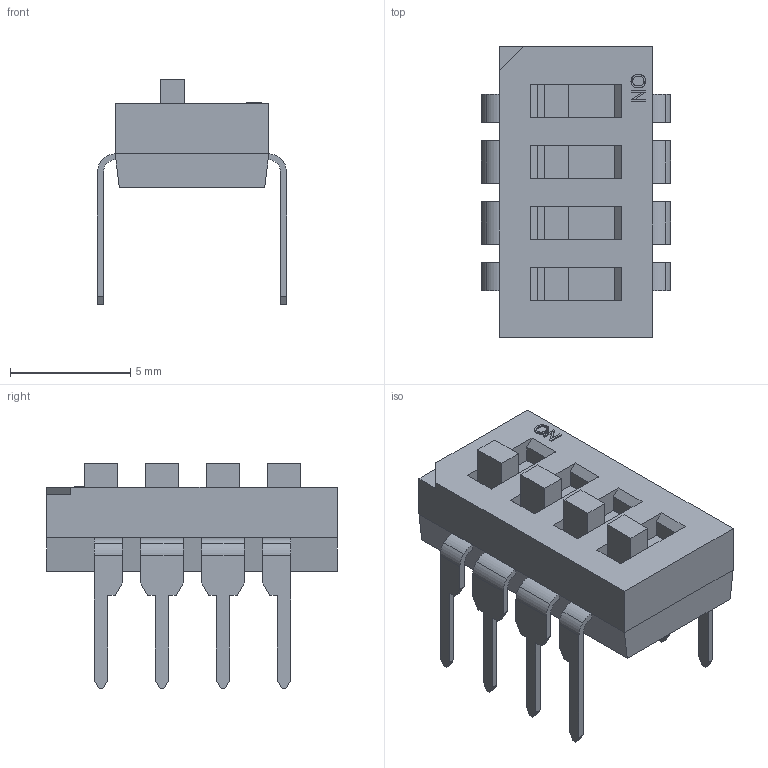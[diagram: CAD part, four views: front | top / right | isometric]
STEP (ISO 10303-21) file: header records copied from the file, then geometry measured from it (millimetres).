
FILE_DESCRIPTION((''),'2;1');
FILE_NAME('SW_TYCO_1825057-3.stp','2009-09-01T09:26:06',(''),(''),'Mechanical Desktop 2006','Mechanical Desktop 2006',', , ');
FILE_SCHEMA(('AUTOMOTIVE_DESIGN { 1 2 10303 214 0 1 1 1 }'));
Length unit declared in the file: millimetre
Products named in the file (1): Product
Bounding box: 7.87 x 12.1 x 9.38 mm (x, y, z)
Volume: 272.5 mm3; surface area: 645.6 mm2
Topology: 19 solids, 19 shells, 335 faces, 879 edges, 586 vertices
Faces by surface type: plane 245, bspline 74, cylinder 16
Entity records: 10407 total; most frequent: CARTESIAN_POINT 2247, ORIENTED_EDGE 1758, DIRECTION 1467, EDGE_CURVE 879, VECTOR 815, LINE 815, VERTEX_POINT 586, EDGE_LOOP 339
